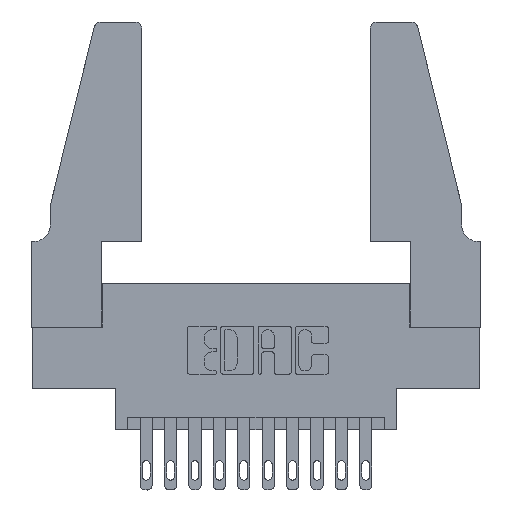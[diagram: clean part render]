
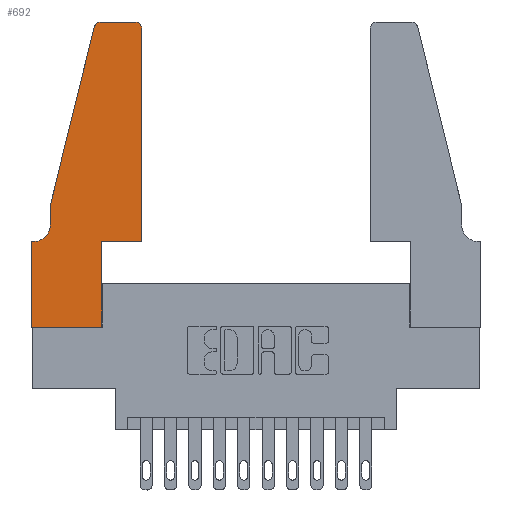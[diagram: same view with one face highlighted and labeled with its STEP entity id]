
A CAD part, top view. The second image highlights one B-rep face of the part: STEP entity #692.
In plain terms, the highlighted planar face has unit normal (0, 0, 1).
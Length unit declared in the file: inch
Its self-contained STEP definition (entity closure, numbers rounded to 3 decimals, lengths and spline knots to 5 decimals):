
#65 = CARTESIAN_POINT ( 'NONE',  ( 0.2605, 1.25, 0.37 ) ) ;
#67 = ORIENTED_EDGE ( 'NONE', *, *, #5170, .T. ) ;
#159 = EDGE_CURVE ( 'NONE', #11909, #3501, #7520, .T. ) ;
#508 = ORIENTED_EDGE ( 'NONE', *, *, #6766, .T. ) ;
#564 = CARTESIAN_POINT ( 'NONE',  ( 0.4505, 0.35, 0.37 ) ) ;
#587 = DIRECTION ( 'NONE',  ( 1., 0., 0. ) ) ;
#601 = CARTESIAN_POINT ( 'NONE',  ( 0.0755, 0.5, 0.37 ) ) ;
#621 = VECTOR ( 'NONE', #1474, 39.37008 ) ;
#640 = EDGE_CURVE ( 'NONE', #3501, #6895, #10751, .T. ) ;
#691 = VERTEX_POINT ( 'NONE', #9361 ) ;
#692 = ADVANCED_FACE ( 'NONE', ( #1226 ), #10467, .T. ) ;
#771 = LINE ( 'NONE', #10749, #8248 ) ;
#1147 = CARTESIAN_POINT ( 'NONE',  ( 0.0755, 0.5, 0.37 ) ) ;
#1226 = FACE_OUTER_BOUND ( 'NONE', #13574, .T. ) ;
#1286 = DIRECTION ( 'NONE',  ( -1., 0., 0. ) ) ;
#1366 = LINE ( 'NONE', #14232, #12101 ) ;
#1368 = ORIENTED_EDGE ( 'NONE', *, *, #159, .T. ) ;
#1474 = DIRECTION ( 'NONE',  ( 0., 1., 0. ) ) ;
#1543 = DIRECTION ( 'NONE',  ( 0., 0., 1. ) ) ;
#1544 = EDGE_CURVE ( 'NONE', #3810, #4888, #13166, .T. ) ;
#1593 = CARTESIAN_POINT ( 'NONE',  ( 0., 0., 0.37 ) ) ;
#1951 = ORIENTED_EDGE ( 'NONE', *, *, #1544, .T. ) ;
#2021 = ORIENTED_EDGE ( 'NONE', *, *, #5726, .T. ) ;
#2320 = ORIENTED_EDGE ( 'NONE', *, *, #7987, .T. ) ;
#2525 = CARTESIAN_POINT ( 'NONE',  ( 0.25487, 1.22718, 0.37 ) ) ;
#2576 = VERTEX_POINT ( 'NONE', #564 ) ;
#2659 = DIRECTION ( 'NONE',  ( 0., 0., 1. ) ) ;
#2802 = CARTESIAN_POINT ( 'NONE',  ( 0.0755, 0.35, 0.37 ) ) ;
#2857 = AXIS2_PLACEMENT_3D ( 'NONE', #13220, #9821, #4477 ) ;
#2917 = CARTESIAN_POINT ( 'NONE',  ( 0., 0., 0.37 ) ) ;
#3019 = EDGE_CURVE ( 'NONE', #4888, #691, #9670, .T. ) ;
#3225 = LINE ( 'NONE', #1147, #12363 ) ;
#3449 = VERTEX_POINT ( 'NONE', #2525 ) ;
#3501 = VERTEX_POINT ( 'NONE', #9275 ) ;
#3730 = CARTESIAN_POINT ( 'NONE',  ( 0.2865, 0., 0.37 ) ) ;
#3810 = VERTEX_POINT ( 'NONE', #6654 ) ;
#3873 = CARTESIAN_POINT ( 'NONE',  ( 0.0755, 0.5, 0.37 ) ) ;
#3968 = CARTESIAN_POINT ( 'NONE',  ( 0., 0., 0.37 ) ) ;
#4042 = LINE ( 'NONE', #1593, #7835 ) ;
#4126 = ORIENTED_EDGE ( 'NONE', *, *, #11470, .T. ) ;
#4477 = DIRECTION ( 'NONE',  ( 1., 0., 0. ) ) ;
#4749 = CARTESIAN_POINT ( 'NONE',  ( 0.4205, 1.25, 0.37 ) ) ;
#4836 = AXIS2_PLACEMENT_3D ( 'NONE', #11443, #1543, #9244 ) ;
#4888 = VERTEX_POINT ( 'NONE', #4749 ) ;
#4900 = CARTESIAN_POINT ( 'NONE',  ( 0., 0.35, 0.37 ) ) ;
#5170 = EDGE_CURVE ( 'NONE', #2576, #3810, #771, .T. ) ;
#5569 = VERTEX_POINT ( 'NONE', #3730 ) ;
#5624 = DIRECTION ( 'NONE',  ( -1., 0., 0. ) ) ;
#5726 = EDGE_CURVE ( 'NONE', #6895, #8906, #9081, .T. ) ;
#5834 = DIRECTION ( 'NONE',  ( -1., 0., 0. ) ) ;
#6011 = ORIENTED_EDGE ( 'NONE', *, *, #12977, .T. ) ;
#6062 = DIRECTION ( 'NONE',  ( 1., 0., 0. ) ) ;
#6126 = DIRECTION ( 'NONE',  ( 0., -1., 0. ) ) ;
#6646 = DIRECTION ( 'NONE',  ( 0., -1., 0. ) ) ;
#6654 = CARTESIAN_POINT ( 'NONE',  ( 0.4505, 1.22, 0.37 ) ) ;
#6664 = CARTESIAN_POINT ( 'NONE',  ( 0.0755, 0.42, 0.37 ) ) ;
#6766 = EDGE_CURVE ( 'NONE', #5569, #10820, #7056, .T. ) ;
#6895 = VERTEX_POINT ( 'NONE', #4900 ) ;
#6964 = ORIENTED_EDGE ( 'NONE', *, *, #11374, .T. ) ;
#7056 = LINE ( 'NONE', #9905, #621 ) ;
#7520 = CIRCLE ( 'NONE', #8121, 0.07 ) ;
#7835 = VECTOR ( 'NONE', #6062, 39.37008 ) ;
#7987 = EDGE_CURVE ( 'NONE', #12211, #11909, #3225, .T. ) ;
#8121 = AXIS2_PLACEMENT_3D ( 'NONE', #13338, #13685, #5834 ) ;
#8248 = VECTOR ( 'NONE', #12873, 39.37008 ) ;
#8276 = CARTESIAN_POINT ( 'NONE',  ( 0., 0.35, 0.37 ) ) ;
#8577 = AXIS2_PLACEMENT_3D ( 'NONE', #8276, #2659, #587 ) ;
#8726 = VECTOR ( 'NONE', #6126, 39.37008 ) ;
#8906 = VERTEX_POINT ( 'NONE', #2917 ) ;
#9081 = LINE ( 'NONE', #3968, #8726 ) ;
#9244 = DIRECTION ( 'NONE',  ( 1., 0., 0. ) ) ;
#9275 = CARTESIAN_POINT ( 'NONE',  ( 0.0055, 0.35, 0.37 ) ) ;
#9348 = VECTOR ( 'NONE', #11693, 39.37008 ) ;
#9361 = CARTESIAN_POINT ( 'NONE',  ( 0.284, 1.25, 0.37 ) ) ;
#9670 = LINE ( 'NONE', #65, #13512 ) ;
#9821 = DIRECTION ( 'NONE',  ( 0., 0., 1. ) ) ;
#9905 = CARTESIAN_POINT ( 'NONE',  ( 0.2865, 0.35, 0.37 ) ) ;
#9906 = VECTOR ( 'NONE', #1286, 39.37008 ) ;
#10041 = ORIENTED_EDGE ( 'NONE', *, *, #3019, .T. ) ;
#10399 = CIRCLE ( 'NONE', #4836, 0.03 ) ;
#10440 = ORIENTED_EDGE ( 'NONE', *, *, #12921, .T. ) ;
#10467 = PLANE ( 'NONE',  #8577 ) ;
#10749 = CARTESIAN_POINT ( 'NONE',  ( 0.4505, 0.35, 0.37 ) ) ;
#10751 = LINE ( 'NONE', #2802, #9906 ) ;
#10820 = VERTEX_POINT ( 'NONE', #13976 ) ;
#10877 = LINE ( 'NONE', #601, #9348 ) ;
#11374 = EDGE_CURVE ( 'NONE', #3449, #12211, #10877, .T. ) ;
#11443 = CARTESIAN_POINT ( 'NONE',  ( 0.284, 1.22, 0.37 ) ) ;
#11470 = EDGE_CURVE ( 'NONE', #10820, #2576, #1366, .T. ) ;
#11693 = DIRECTION ( 'NONE',  ( -0.239, -0.971, 0. ) ) ;
#11809 = ORIENTED_EDGE ( 'NONE', *, *, #640, .T. ) ;
#11909 = VERTEX_POINT ( 'NONE', #6664 ) ;
#11933 = DIRECTION ( 'NONE',  ( 1., 0., 0. ) ) ;
#12101 = VECTOR ( 'NONE', #11933, 39.37008 ) ;
#12211 = VERTEX_POINT ( 'NONE', #3873 ) ;
#12363 = VECTOR ( 'NONE', #6646, 39.37008 ) ;
#12873 = DIRECTION ( 'NONE',  ( 0., 1., 0. ) ) ;
#12921 = EDGE_CURVE ( 'NONE', #691, #3449, #10399, .T. ) ;
#12977 = EDGE_CURVE ( 'NONE', #8906, #5569, #4042, .T. ) ;
#13166 = CIRCLE ( 'NONE', #2857, 0.03 ) ;
#13220 = CARTESIAN_POINT ( 'NONE',  ( 0.4205, 1.22, 0.37 ) ) ;
#13338 = CARTESIAN_POINT ( 'NONE',  ( 0.0055, 0.42, 0.37 ) ) ;
#13512 = VECTOR ( 'NONE', #5624, 39.37008 ) ;
#13574 = EDGE_LOOP ( 'NONE', ( #10041, #10440, #6964, #2320, #1368, #11809, #2021, #6011, #508, #4126, #67, #1951 ) ) ;
#13685 = DIRECTION ( 'NONE',  ( 0., 0., -1. ) ) ;
#13976 = CARTESIAN_POINT ( 'NONE',  ( 0.2865, 0.35, 0.37 ) ) ;
#14232 = CARTESIAN_POINT ( 'NONE',  ( 0.4505, 0.35, 0.37 ) ) ;
